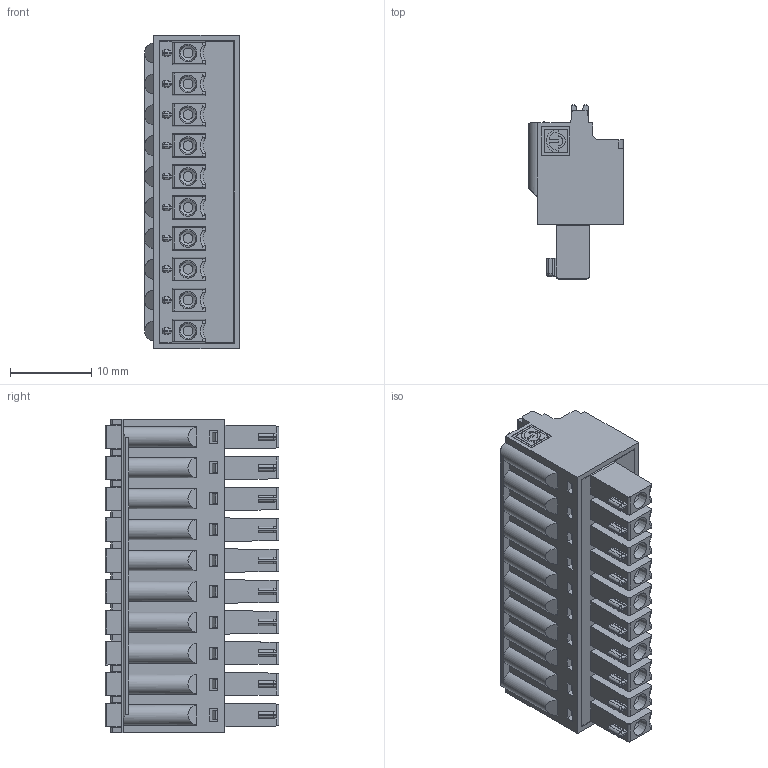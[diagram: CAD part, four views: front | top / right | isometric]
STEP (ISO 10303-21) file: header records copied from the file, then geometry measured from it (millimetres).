
FILE_DESCRIPTION(('STEP AP214'),'1');
FILE_NAME('SHM10-3,81-P.stp','2025-07-01T09:34:10',(' '),(' '),'Spatial InterOp 3D',' ',' ');
FILE_SCHEMA(('AUTOMOTIVE_DESIGN { 1 0 10303 214 1 1 1 1 }'));
Length unit declared in the file: metre
Products named in the file (1): 1751569384
Bounding box: 11.7 x 21.4 x 38.69 mm (x, y, z)
Volume: 5644.8 mm3; surface area: 4204.3 mm2
Topology: 1 solids, 1 shells, 1045 faces, 2869 edges, 1868 vertices
Faces by surface type: plane 737, cylinder 247, cone 30, sphere 20, torus 10, extrusion 1
Full cylindrical faces by diameter (mm): 1.2 x10, 3.078 x10
Entity records: 48038 total; most frequent: CARTESIAN_POINT 7859, ORIENTED_EDGE 5518, DIRECTION 5086, EDGE_CURVE 2759, STYLED_ITEM 2214, PRESENTATION_STYLE_ASSIGNMENT 2214, COLOUR_RGB 2214, VECTOR 2104
